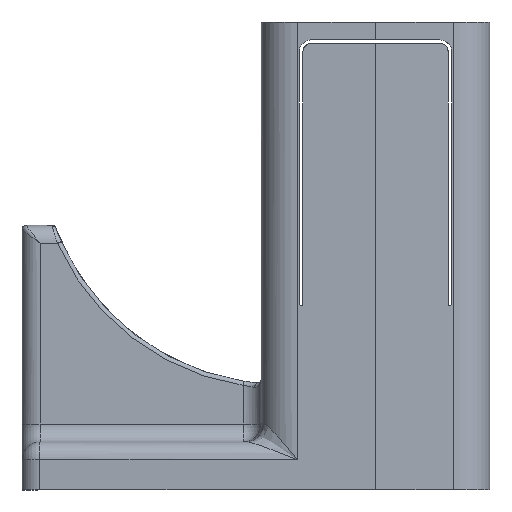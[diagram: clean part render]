
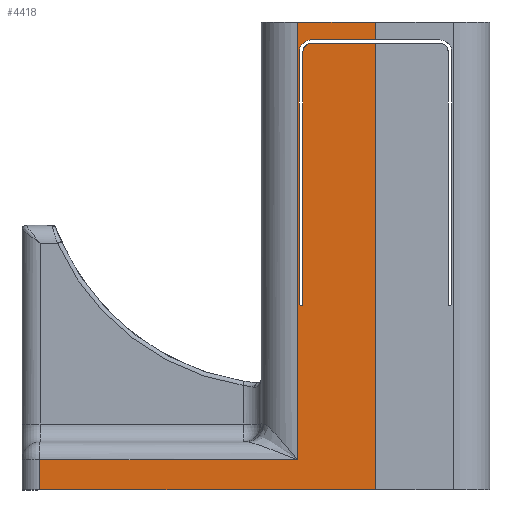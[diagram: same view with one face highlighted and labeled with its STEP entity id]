
A CAD part, left-side view. The second image highlights one B-rep face of the part: STEP entity #4418.
In plain terms, the highlighted planar face has unit normal (-1, 0.018, 0).
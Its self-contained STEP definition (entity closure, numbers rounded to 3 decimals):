
#16 = VECTOR ( 'NONE', #210, 1000. ) ;
#68 = DIRECTION ( 'NONE',  ( -0.017, -1., 0. ) ) ;
#136 = LINE ( 'NONE', #4628, #4908 ) ;
#210 = DIRECTION ( 'NONE',  ( 0.017, 1., 0. ) ) ;
#252 = CARTESIAN_POINT ( 'NONE',  ( -32.148, 55.972, -29.5 ) ) ;
#394 = LINE ( 'NONE', #4973, #9429 ) ;
#409 = VECTOR ( 'NONE', #2898, 1000. ) ;
#467 =( BOUNDED_CURVE ( )  B_SPLINE_CURVE ( 3, ( #2054, #6540, #8803, #7324 ),
 .UNSPECIFIED., .F., .F. ) 
 B_SPLINE_CURVE_WITH_KNOTS ( ( 4, 4 ),
 ( 4.712, 6.283 ),
 .UNSPECIFIED. ) 
 CURVE ( )  GEOMETRIC_REPRESENTATION_ITEM ( )  RATIONAL_B_SPLINE_CURVE ( ( 1., 0.805, 0.805, 1. ) ) 
 REPRESENTATION_ITEM ( '' )  );
#516 = EDGE_CURVE ( 'NONE', #4678, #4485, #467, .T. ) ;
#570 = PLANE ( 'NONE',  #4571 ) ;
#573 = LINE ( 'NONE', #8208, #1418 ) ;
#575 = LINE ( 'NONE', #624, #2560 ) ;
#593 = ORIENTED_EDGE ( 'NONE', *, *, #2088, .T. ) ;
#594 = LINE ( 'NONE', #1528, #2064 ) ;
#624 = CARTESIAN_POINT ( 'NONE',  ( -33.115, 0.578, -29.5 ) ) ;
#729 = CARTESIAN_POINT ( 'NONE',  ( -32.899, 12.988, 43.5 ) ) ;
#770 = DIRECTION ( 'NONE',  ( -0.017, -1., 0. ) ) ;
#845 = CARTESIAN_POINT ( 'NONE',  ( -32.904, 12.694, -3.434 ) ) ;
#919 = VERTEX_POINT ( 'NONE', #9506 ) ;
#1023 = VERTEX_POINT ( 'NONE', #729 ) ;
#1129 = CARTESIAN_POINT ( 'NONE',  ( -32.904, 12.694, 38.525 ) ) ;
#1202 = CARTESIAN_POINT ( 'NONE',  ( -33.125, 0., 43.5 ) ) ;
#1410 =( BOUNDED_CURVE ( )  B_SPLINE_CURVE ( 3, ( #1129, #8721, #1926, #7924 ),
 .UNSPECIFIED., .F., .F. ) 
 B_SPLINE_CURVE_WITH_KNOTS ( ( 4, 4 ),
 ( 0., 1.571 ),
 .UNSPECIFIED. ) 
 CURVE ( )  GEOMETRIC_REPRESENTATION_ITEM ( )  RATIONAL_B_SPLINE_CURVE ( ( 1., 0.805, 0.805, 1. ) ) 
 REPRESENTATION_ITEM ( '' )  );
#1418 = VECTOR ( 'NONE', #9745, 1000. ) ;
#1489 = CARTESIAN_POINT ( 'NONE',  ( -32.914, 12.094, 43.5 ) ) ;
#1528 = CARTESIAN_POINT ( 'NONE',  ( -32.904, 12.694, 43.5 ) ) ;
#1649 = EDGE_CURVE ( 'NONE', #4485, #2501, #8188, .T. ) ;
#1665 = EDGE_CURVE ( 'NONE', #1023, #8788, #2280, .T. ) ;
#1720 = ORIENTED_EDGE ( 'NONE', *, *, #6757, .T. ) ;
#1926 = CARTESIAN_POINT ( 'NONE',  ( -32.918, 11.866, 40.525 ) ) ;
#1930 = CARTESIAN_POINT ( 'NONE',  ( -33.125, 0., 40.525 ) ) ;
#1986 = VERTEX_POINT ( 'NONE', #252 ) ;
#2036 = ORIENTED_EDGE ( 'NONE', *, *, #4921, .F. ) ;
#2054 = CARTESIAN_POINT ( 'NONE',  ( -32.939, 10.694, 39.925 ) ) ;
#2064 = VECTOR ( 'NONE', #3601, 1000. ) ;
#2088 = EDGE_CURVE ( 'NONE', #5151, #6565, #5447, .T. ) ;
#2131 = DIRECTION ( 'NONE',  ( 0., 0., -1. ) ) ;
#2138 = CARTESIAN_POINT ( 'NONE',  ( -32.909, 12.394, -3.734 ) ) ;
#2143 = VERTEX_POINT ( 'NONE', #1202 ) ;
#2280 = LINE ( 'NONE', #5337, #6673 ) ;
#2292 = CARTESIAN_POINT ( 'NONE',  ( -32.148, 55.972, -34.5 ) ) ;
#2332 = LINE ( 'NONE', #5338, #4736 ) ;
#2426 = LINE ( 'NONE', #9271, #16 ) ;
#2470 = VERTEX_POINT ( 'NONE', #6262 ) ;
#2501 = VERTEX_POINT ( 'NONE', #8072 ) ;
#2529 = CARTESIAN_POINT ( 'NONE',  ( -32.909, 12.394, -3.734 ) ) ;
#2560 = VECTOR ( 'NONE', #4528, 1000. ) ;
#2893 = EDGE_CURVE ( 'NONE', #1986, #4526, #6638, .T. ) ;
#2898 = DIRECTION ( 'NONE',  ( 0., 0., -1. ) ) ;
#2932 = ORIENTED_EDGE ( 'NONE', *, *, #9267, .T. ) ;
#2941 = ORIENTED_EDGE ( 'NONE', *, *, #7556, .T. ) ;
#3099 = ORIENTED_EDGE ( 'NONE', *, *, #9029, .T. ) ;
#3359 = VERTEX_POINT ( 'NONE', #5934 ) ;
#3457 = EDGE_CURVE ( 'NONE', #2143, #6052, #6873, .T. ) ;
#3601 = DIRECTION ( 'NONE',  ( 0., 0., 1. ) ) ;
#3629 = DIRECTION ( 'NONE',  ( 0.017, 1., 0. ) ) ;
#3677 = CARTESIAN_POINT ( 'NONE',  ( -33.125, 0., 43.5 ) ) ;
#3882 = CARTESIAN_POINT ( 'NONE',  ( -32.914, 12.094, 38.525 ) ) ;
#3913 = EDGE_CURVE ( 'NONE', #6263, #4678, #394, .T. ) ;
#3941 = ORIENTED_EDGE ( 'NONE', *, *, #516, .T. ) ;
#3954 = EDGE_CURVE ( 'NONE', #3359, #919, #1410, .T. ) ;
#4118 = CARTESIAN_POINT ( 'NONE',  ( -32.939, 10.694, 39.925 ) ) ;
#4330 = ORIENTED_EDGE ( 'NONE', *, *, #1649, .T. ) ;
#4415 = CARTESIAN_POINT ( 'NONE',  ( -32.912, 12.218, -3.734 ) ) ;
#4418 = ADVANCED_FACE ( 'NONE', ( #9496 ), #570, .F. ) ;
#4425 = DIRECTION ( 'NONE',  ( 1., -0.017, 0. ) ) ;
#4485 = VERTEX_POINT ( 'NONE', #3882 ) ;
#4508 = DIRECTION ( 'NONE',  ( 0., 0., -1. ) ) ;
#4526 = VERTEX_POINT ( 'NONE', #2292 ) ;
#4528 = DIRECTION ( 'NONE',  ( 0.017, 1., 0. ) ) ;
#4571 = AXIS2_PLACEMENT_3D ( 'NONE', #7320, #4425, #3629 ) ;
#4628 = CARTESIAN_POINT ( 'NONE',  ( -33.115, 0.578, 40.525 ) ) ;
#4633 = EDGE_LOOP ( 'NONE', ( #2941, #5848, #5927, #6385, #6617, #3941, #4330, #3099, #593, #2932, #8096, #1720, #6683, #2036, #6434 ) ) ;
#4678 = VERTEX_POINT ( 'NONE', #4118 ) ;
#4736 = VECTOR ( 'NONE', #68, 1000. ) ;
#4795 = VECTOR ( 'NONE', #4508, 1000. ) ;
#4908 = VECTOR ( 'NONE', #770, 1000. ) ;
#4921 = EDGE_CURVE ( 'NONE', #1023, #2143, #2332, .T. ) ;
#4973 = CARTESIAN_POINT ( 'NONE',  ( -33.115, 0.578, 39.925 ) ) ;
#5151 = VERTEX_POINT ( 'NONE', #2529 ) ;
#5248 = CARTESIAN_POINT ( 'NONE',  ( -32.914, 12.094, -3.434 ) ) ;
#5337 = CARTESIAN_POINT ( 'NONE',  ( -32.899, 12.988, 43.5 ) ) ;
#5338 = CARTESIAN_POINT ( 'NONE',  ( -33.115, 0.578, 43.5 ) ) ;
#5447 =( BOUNDED_CURVE ( )  B_SPLINE_CURVE ( 3, ( #9117, #8329, #5473, #845 ),
 .UNSPECIFIED., .F., .F. ) 
 B_SPLINE_CURVE_WITH_KNOTS ( ( 4, 4 ),
 ( 4.712, 6.283 ),
 .UNSPECIFIED. ) 
 CURVE ( )  GEOMETRIC_REPRESENTATION_ITEM ( )  RATIONAL_B_SPLINE_CURVE ( ( 1., 0.805, 0.805, 1. ) ) 
 REPRESENTATION_ITEM ( '' )  );
#5473 = CARTESIAN_POINT ( 'NONE',  ( -32.904, 12.694, -3.61 ) ) ;
#5509 = CARTESIAN_POINT ( 'NONE',  ( -33.125, 0., 39.925 ) ) ;
#5848 = ORIENTED_EDGE ( 'NONE', *, *, #2893, .T. ) ;
#5869 = EDGE_CURVE ( 'NONE', #2470, #4526, #2426, .T. ) ;
#5895 = CARTESIAN_POINT ( 'NONE',  ( -32.148, 55.972, -34.5 ) ) ;
#5927 = ORIENTED_EDGE ( 'NONE', *, *, #5869, .F. ) ;
#5934 = CARTESIAN_POINT ( 'NONE',  ( -32.904, 12.694, 38.525 ) ) ;
#5942 = CARTESIAN_POINT ( 'NONE',  ( -32.904, 12.694, -3.434 ) ) ;
#6052 = VERTEX_POINT ( 'NONE', #1930 ) ;
#6262 = CARTESIAN_POINT ( 'NONE',  ( -33.125, 0., -34.5 ) ) ;
#6263 = VERTEX_POINT ( 'NONE', #5509 ) ;
#6385 = ORIENTED_EDGE ( 'NONE', *, *, #6610, .F. ) ;
#6434 = ORIENTED_EDGE ( 'NONE', *, *, #1665, .T. ) ;
#6540 = CARTESIAN_POINT ( 'NONE',  ( -32.925, 11.514, 39.925 ) ) ;
#6565 = VERTEX_POINT ( 'NONE', #5942 ) ;
#6610 = EDGE_CURVE ( 'NONE', #6263, #2470, #573, .T. ) ;
#6617 = ORIENTED_EDGE ( 'NONE', *, *, #3913, .T. ) ;
#6638 = LINE ( 'NONE', #5895, #409 ) ;
#6673 = VECTOR ( 'NONE', #2131, 1000. ) ;
#6683 = ORIENTED_EDGE ( 'NONE', *, *, #3457, .F. ) ;
#6757 = EDGE_CURVE ( 'NONE', #919, #6052, #136, .T. ) ;
#6873 = LINE ( 'NONE', #3677, #9375 ) ;
#7320 = CARTESIAN_POINT ( 'NONE',  ( -33.115, 0.578, 43.5 ) ) ;
#7324 = CARTESIAN_POINT ( 'NONE',  ( -32.914, 12.094, 38.525 ) ) ;
#7556 = EDGE_CURVE ( 'NONE', #8788, #1986, #575, .T. ) ;
#7924 = CARTESIAN_POINT ( 'NONE',  ( -32.939, 10.694, 40.525 ) ) ;
#8041 = CARTESIAN_POINT ( 'NONE',  ( -32.914, 12.094, -3.61 ) ) ;
#8072 = CARTESIAN_POINT ( 'NONE',  ( -32.914, 12.094, -3.434 ) ) ;
#8096 = ORIENTED_EDGE ( 'NONE', *, *, #3954, .T. ) ;
#8188 = LINE ( 'NONE', #1489, #4795 ) ;
#8208 = CARTESIAN_POINT ( 'NONE',  ( -33.125, 0., 43.5 ) ) ;
#8250 = DIRECTION ( 'NONE',  ( 0., 0., -1. ) ) ;
#8329 = CARTESIAN_POINT ( 'NONE',  ( -32.906, 12.57, -3.734 ) ) ;
#8415 =( BOUNDED_CURVE ( )  B_SPLINE_CURVE ( 3, ( #5248, #8041, #4415, #2138 ),
 .UNSPECIFIED., .F., .F. ) 
 B_SPLINE_CURVE_WITH_KNOTS ( ( 4, 4 ),
 ( 3.142, 4.712 ),
 .UNSPECIFIED. ) 
 CURVE ( )  GEOMETRIC_REPRESENTATION_ITEM ( )  RATIONAL_B_SPLINE_CURVE ( ( 1., 0.805, 0.805, 1. ) ) 
 REPRESENTATION_ITEM ( '' )  );
#8721 = CARTESIAN_POINT ( 'NONE',  ( -32.904, 12.694, 39.697 ) ) ;
#8788 = VERTEX_POINT ( 'NONE', #9019 ) ;
#8803 = CARTESIAN_POINT ( 'NONE',  ( -32.914, 12.094, 39.345 ) ) ;
#9019 = CARTESIAN_POINT ( 'NONE',  ( -32.899, 12.988, -29.5 ) ) ;
#9029 = EDGE_CURVE ( 'NONE', #2501, #5151, #8415, .T. ) ;
#9117 = CARTESIAN_POINT ( 'NONE',  ( -32.909, 12.394, -3.734 ) ) ;
#9267 = EDGE_CURVE ( 'NONE', #6565, #3359, #594, .T. ) ;
#9271 = CARTESIAN_POINT ( 'NONE',  ( -33.125, 0., -34.5 ) ) ;
#9375 = VECTOR ( 'NONE', #8250, 1000. ) ;
#9429 = VECTOR ( 'NONE', #9459, 1000. ) ;
#9459 = DIRECTION ( 'NONE',  ( 0.017, 1., 0. ) ) ;
#9496 = FACE_OUTER_BOUND ( 'NONE', #4633, .T. ) ;
#9506 = CARTESIAN_POINT ( 'NONE',  ( -32.939, 10.694, 40.525 ) ) ;
#9745 = DIRECTION ( 'NONE',  ( 0., 0., -1. ) ) ;
